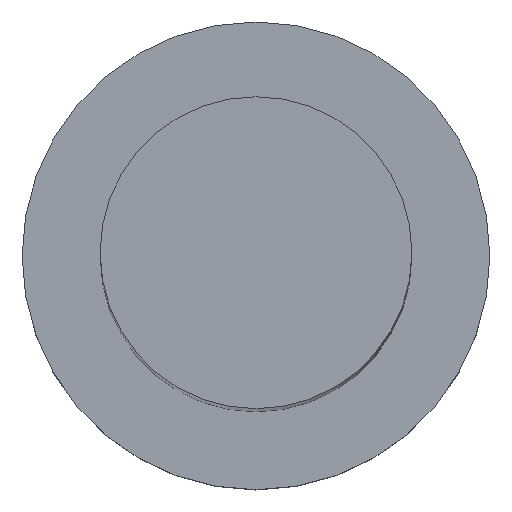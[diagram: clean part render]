
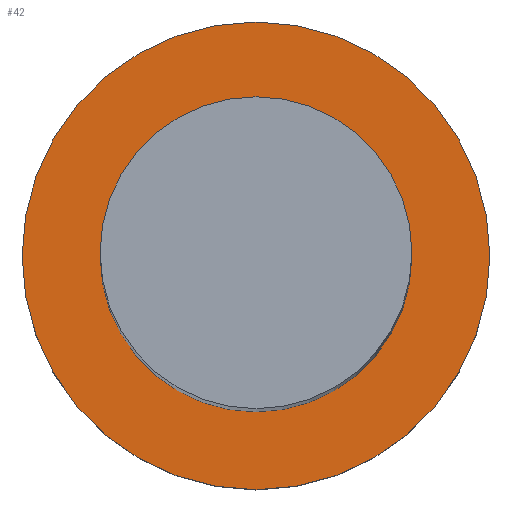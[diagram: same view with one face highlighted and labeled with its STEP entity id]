
A CAD part, top view. The second image highlights one B-rep face of the part: STEP entity #42.
In plain terms, the highlighted planar face has unit normal (0, 0, 1).
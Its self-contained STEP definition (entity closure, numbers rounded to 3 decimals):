
#2 = CARTESIAN_POINT ( 'NONE',  ( 12., 0., 7. ) ) ;
#5 = CARTESIAN_POINT ( 'NONE',  ( 0., 0., 7. ) ) ;
#7 = ORIENTED_EDGE ( 'NONE', *, *, #81, .F. ) ;
#13 = DIRECTION ( 'NONE',  ( 1., 0., 0. ) ) ;
#20 = DIRECTION ( 'NONE',  ( 1., 0., 0. ) ) ;
#23 = EDGE_CURVE ( 'NONE', #152, #207, #199, .T. ) ;
#32 = DIRECTION ( 'NONE',  ( 0., 0., 1. ) ) ;
#42 = ADVANCED_FACE ( 'NONE', ( #176, #169 ), #192, .T. ) ;
#45 = DIRECTION ( 'NONE',  ( 1., 0., 0. ) ) ;
#47 = DIRECTION ( 'NONE',  ( 0., 0., 1. ) ) ;
#51 = VERTEX_POINT ( 'NONE', #238 ) ;
#53 = EDGE_LOOP ( 'NONE', ( #84, #166 ) ) ;
#56 = AXIS2_PLACEMENT_3D ( 'NONE', #217, #138, #219 ) ;
#58 = CARTESIAN_POINT ( 'NONE',  ( 0., 0., 7. ) ) ;
#59 = EDGE_CURVE ( 'NONE', #207, #152, #203, .T. ) ;
#61 = DIRECTION ( 'NONE',  ( 1., 0., 0. ) ) ;
#62 = AXIS2_PLACEMENT_3D ( 'NONE', #58, #235, #13 ) ;
#81 = EDGE_CURVE ( 'NONE', #51, #244, #153, .T. ) ;
#83 = CARTESIAN_POINT ( 'NONE',  ( -8., 0., 7. ) ) ;
#84 = ORIENTED_EDGE ( 'NONE', *, *, #59, .T. ) ;
#85 = EDGE_CURVE ( 'NONE', #244, #51, #208, .T. ) ;
#95 = AXIS2_PLACEMENT_3D ( 'NONE', #5, #47, #45 ) ;
#98 = AXIS2_PLACEMENT_3D ( 'NONE', #119, #156, #61 ) ;
#119 = CARTESIAN_POINT ( 'NONE',  ( 0., 0., 7. ) ) ;
#138 = DIRECTION ( 'NONE',  ( 0., 0., 1. ) ) ;
#142 = ORIENTED_EDGE ( 'NONE', *, *, #85, .F. ) ;
#152 = VERTEX_POINT ( 'NONE', #2 ) ;
#153 = CIRCLE ( 'NONE', #98, 8. ) ;
#156 = DIRECTION ( 'NONE',  ( 0., 0., 1. ) ) ;
#166 = ORIENTED_EDGE ( 'NONE', *, *, #23, .T. ) ;
#169 = FACE_OUTER_BOUND ( 'NONE', #53, .T. ) ;
#176 = FACE_BOUND ( 'NONE', #190, .T. ) ;
#184 = CARTESIAN_POINT ( 'NONE',  ( -12., 0., 7. ) ) ;
#190 = EDGE_LOOP ( 'NONE', ( #142, #7 ) ) ;
#192 = PLANE ( 'NONE',  #56 ) ;
#199 = CIRCLE ( 'NONE', #242, 12. ) ;
#203 = CIRCLE ( 'NONE', #62, 12. ) ;
#207 = VERTEX_POINT ( 'NONE', #184 ) ;
#208 = CIRCLE ( 'NONE', #95, 8. ) ;
#213 = CARTESIAN_POINT ( 'NONE',  ( 0., 0., 7. ) ) ;
#217 = CARTESIAN_POINT ( 'NONE',  ( 0., 0., 7. ) ) ;
#219 = DIRECTION ( 'NONE',  ( 1., 0., 0. ) ) ;
#235 = DIRECTION ( 'NONE',  ( 0., 0., 1. ) ) ;
#238 = CARTESIAN_POINT ( 'NONE',  ( 8., 0., 7. ) ) ;
#242 = AXIS2_PLACEMENT_3D ( 'NONE', #213, #32, #20 ) ;
#244 = VERTEX_POINT ( 'NONE', #83 ) ;
